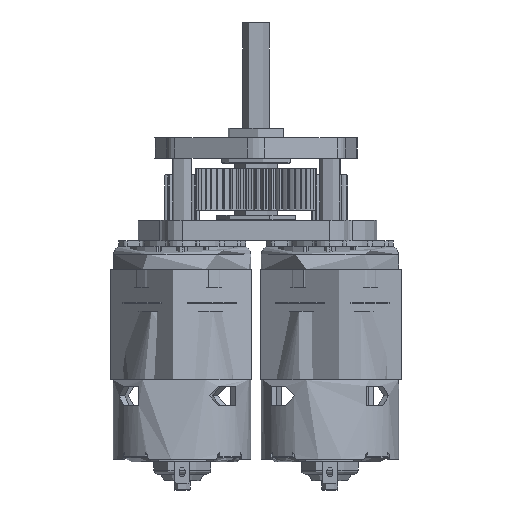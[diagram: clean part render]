
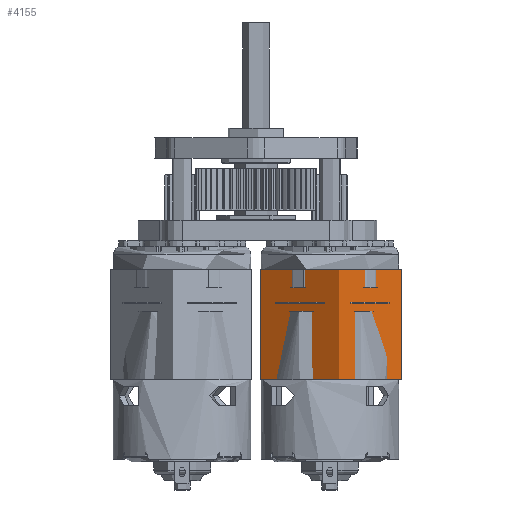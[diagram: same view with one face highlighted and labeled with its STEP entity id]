
A CAD part, front view. The second image highlights one B-rep face of the part: STEP entity #4155.
In plain terms, the highlighted cylindrical face has radius 22.15 mm (diameter 44.3 mm), a partial arc.
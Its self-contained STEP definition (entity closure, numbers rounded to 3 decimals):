
#2923 = CARTESIAN_POINT ( 'NONE',  ( 7.1, 5.739, -21.394 ) ) ;
#4155 = ADVANCED_FACE ( 'NONE', ( #25304 ), #11030, .T. ) ;
#4820 = AXIS2_PLACEMENT_3D ( 'NONE', #40502, #18485, #18651 ) ;
#5320 = EDGE_CURVE ( 'NONE', #18652, #45727, #10935, .T. ) ;
#5612 = VECTOR ( 'NONE', #37983, 1000. ) ;
#7524 = ORIENTED_EDGE ( 'NONE', *, *, #41320, .T. ) ;
#7907 = LINE ( 'NONE', #34319, #5612 ) ;
#9909 = VERTEX_POINT ( 'NONE', #2923 ) ;
#10935 = CIRCLE ( 'NONE', #41262, 22.15 ) ;
#11030 = CYLINDRICAL_SURFACE ( 'NONE', #4820, 22.15 ) ;
#12344 = VECTOR ( 'NONE', #33913, 1000. ) ;
#13606 = CARTESIAN_POINT ( 'NONE',  ( 41.1, 5.739, -21.394 ) ) ;
#14988 = CARTESIAN_POINT ( 'NONE',  ( 41.1, 0., 0. ) ) ;
#16440 = CARTESIAN_POINT ( 'NONE',  ( 41.1, -5.739, -21.394 ) ) ;
#18485 = DIRECTION ( 'NONE',  ( 1., 0., 0. ) ) ;
#18651 = DIRECTION ( 'NONE',  ( 0., 0., -1. ) ) ;
#18652 = VERTEX_POINT ( 'NONE', #16440 ) ;
#18694 = DIRECTION ( 'NONE',  ( 0., 0., -1. ) ) ;
#18880 = DIRECTION ( 'NONE',  ( 1., 0., 0. ) ) ;
#22889 = EDGE_CURVE ( 'NONE', #9909, #45727, #7907, .T. ) ;
#25304 = FACE_OUTER_BOUND ( 'NONE', #25680, .T. ) ;
#25680 = EDGE_LOOP ( 'NONE', ( #38736, #7524, #44469, #40761 ) ) ;
#33050 = EDGE_CURVE ( 'NONE', #9909, #42754, #45112, .T. ) ;
#33913 = DIRECTION ( 'NONE',  ( 1., 0., 0. ) ) ;
#34319 = CARTESIAN_POINT ( 'NONE',  ( 63.872, 5.739, -21.394 ) ) ;
#35104 = AXIS2_PLACEMENT_3D ( 'NONE', #40743, #18880, #44410 ) ;
#37577 = CARTESIAN_POINT ( 'NONE',  ( 63.872, -5.739, -21.394 ) ) ;
#37983 = DIRECTION ( 'NONE',  ( 1., 0., 0. ) ) ;
#38736 = ORIENTED_EDGE ( 'NONE', *, *, #33050, .T. ) ;
#40502 = CARTESIAN_POINT ( 'NONE',  ( 63.872, 0., 0. ) ) ;
#40549 = DIRECTION ( 'NONE',  ( -1., 0., 0. ) ) ;
#40743 = CARTESIAN_POINT ( 'NONE',  ( 7.1, 0., 0. ) ) ;
#40761 = ORIENTED_EDGE ( 'NONE', *, *, #22889, .F. ) ;
#41262 = AXIS2_PLACEMENT_3D ( 'NONE', #14988, #40549, #18694 ) ;
#41320 = EDGE_CURVE ( 'NONE', #42754, #18652, #42605, .T. ) ;
#42605 = LINE ( 'NONE', #37577, #12344 ) ;
#42754 = VERTEX_POINT ( 'NONE', #46182 ) ;
#44410 = DIRECTION ( 'NONE',  ( 0., 0., -1. ) ) ;
#44469 = ORIENTED_EDGE ( 'NONE', *, *, #5320, .T. ) ;
#45112 = CIRCLE ( 'NONE', #35104, 22.15 ) ;
#45727 = VERTEX_POINT ( 'NONE', #13606 ) ;
#46182 = CARTESIAN_POINT ( 'NONE',  ( 7.1, -5.739, -21.394 ) ) ;
